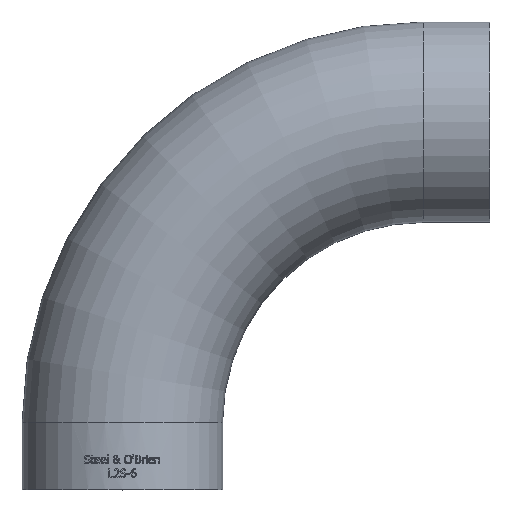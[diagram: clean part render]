
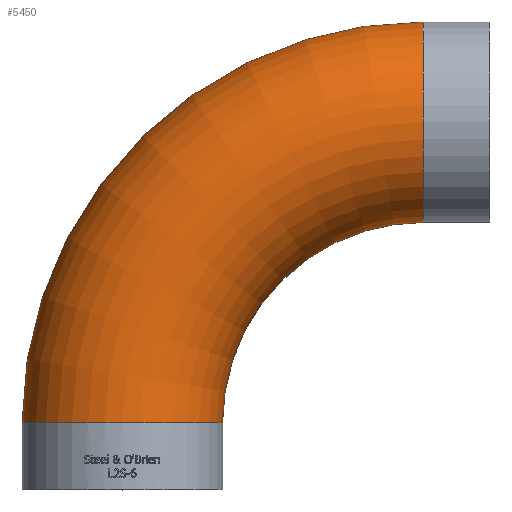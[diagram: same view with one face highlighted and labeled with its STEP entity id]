
A CAD part, top view. The second image highlights one B-rep face of the part: STEP entity #5450.
In plain terms, the highlighted toroidal (fillet/blend) face has major radius 228.6 mm and minor radius 76.2 mm.
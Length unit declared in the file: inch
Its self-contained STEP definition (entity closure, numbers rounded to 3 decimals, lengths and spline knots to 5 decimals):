
#14=TOROIDAL_SURFACE('',#5711,9.,3.);
#226=FACE_BOUND('',#1298,.T.);
#963=FACE_OUTER_BOUND('',#1297,.T.);
#1297=EDGE_LOOP('',(#5088));
#1298=EDGE_LOOP('',(#5089));
#1404=CIRCLE('',#5692,3.);
#1411=CIRCLE('',#5710,3.);
#2664=VERTEX_POINT('',#12319);
#2671=VERTEX_POINT('',#12344);
#3473=EDGE_CURVE('',#2664,#2664,#1404,.T.);
#3480=EDGE_CURVE('',#2671,#2671,#1411,.T.);
#5088=ORIENTED_EDGE('',*,*,#3480,.F.);
#5089=ORIENTED_EDGE('',*,*,#3473,.T.);
#5450=ADVANCED_FACE('',(#963,#226),#14,.T.);
#5692=AXIS2_PLACEMENT_3D('',#12320,#6546,#6547);
#5710=AXIS2_PLACEMENT_3D('',#12345,#6582,#6583);
#5711=AXIS2_PLACEMENT_3D('',#12346,#6584,#6585);
#6546=DIRECTION('center_axis',(0.,1.,0.));
#6547=DIRECTION('ref_axis',(-1.,0.,0.));
#6582=DIRECTION('center_axis',(1.,0.,0.));
#6583=DIRECTION('ref_axis',(0.,1.,0.));
#6584=DIRECTION('center_axis',(0.,0.,-1.));
#6585=DIRECTION('ref_axis',(-1.,0.,0.));
#12319=CARTESIAN_POINT('',(3.,2.,0.));
#12320=CARTESIAN_POINT('Origin',(0.,2.,0.));
#12344=CARTESIAN_POINT('',(9.,8.,0.));
#12345=CARTESIAN_POINT('Origin',(9.,11.,0.));
#12346=CARTESIAN_POINT('Origin',(9.,2.,0.));
